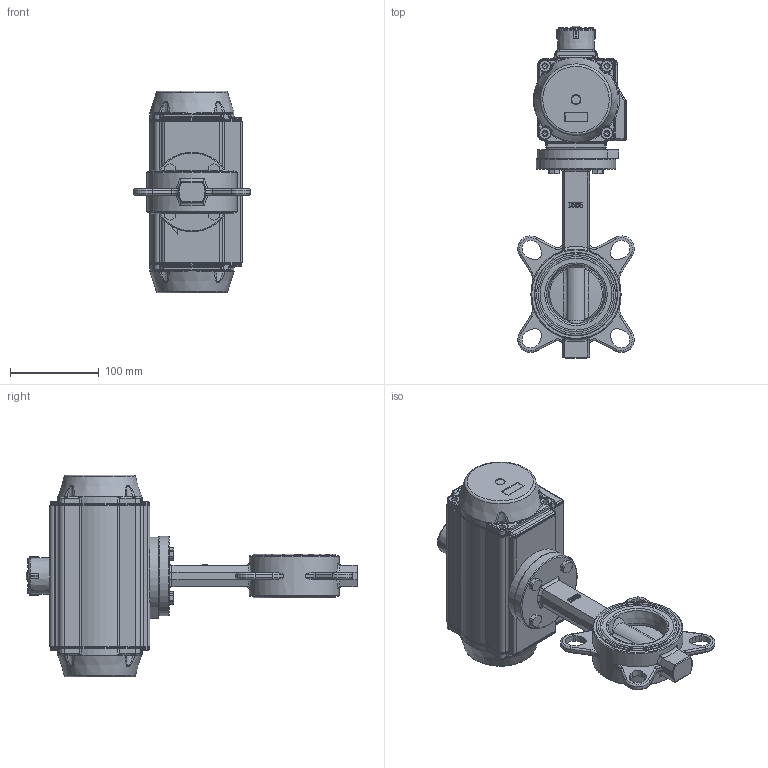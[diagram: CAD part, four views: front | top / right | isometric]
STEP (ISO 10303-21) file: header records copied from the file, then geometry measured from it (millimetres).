
FILE_DESCRIPTION(/* description */ ('Unknown'),/* implementation_level */ '2;1');
FILE_NAME(/* name */ 'PE04 5100_5110_5120-10',/* time_stamp */ '2025-04-02T10:52:41+02:00',/* author */ ('Unknown'),/* organization */ ('Unknown'),/* preprocessor_version */ 'ST-DEVELOPER v19.4',/* originating_system */ 'Solid Edge',/* authorisation */ 'Unknown');
FILE_SCHEMA (('AUTOMOTIVE_DESIGN {1 0 10303 214 3 1 1}'));
Products named in the file (20): PE04 5100_5110_5120-10; Raster DN40- DN150; WAFER-DN65; seat; DN65概极; disc; shaft1_gebohrt f黵 Thermometer; shaft2; bushing1; DIN933_M8x35; PD05_PE04; VTE85____; Optische Anzeige; ______; ________(___________; cup head nib bolts with large head gb_GB_FASTENER_BOLT_CHNBW M6X25-N; huosai85; zhou85; vt85-2016-06-25  _______MIR; vt85-2016-06-25
Assembly tree (27 placements, depth 4):
  PE04 5100_5110_5120-10
    Raster DN40- DN150
    WAFER-DN65
      seat
      DN65概极
      disc
      shaft1_gebohrt f黵 Thermometer
      shaft2
      bushing1  x2
    DIN933_M8x35  x4
    PD05_PE04
      VTE85____
      Optische Anzeige
        ______
        ________(___________  x4
        cup head nib bolts with large head gb_GB_FASTENER_BOLT_CHNBW M6X25-N
      huosai85  x2
      zhou85
      vt85-2016-06-25  _______MIR
      vt85-2016-06-25
Bounding box: 131.51 x 374.81 x 228 mm (x, y, z)
Volume: 1624427.7 mm3; surface area: 479779.4 mm2
Topology: 24 solids, 24 shells, 3525 faces, 8846 edges, 5500 vertices
Faces by surface type: plane 1038, cylinder 899, bspline 768, torus 568, cone 239, sphere 13
Full cylindrical faces by diameter (mm): 3 x16, 3.3 x8, 4 x2, 4.134 x8, 4.2 x1, 4.66 x1, 4.917 x13, 5 x2, 6 x1, 6.2 x1, 6.647 x6, 6.8 x8, 8 x6, 10 x5, 11.445 x2, 12 x2, 12.6 x5, 12.75 x1, 12.83 x2, 13 x10, 16.2 x1, 16.5 x1, 17.45 x2, 17.53 x2, 18.7 x1, 20 x7, 21.8 x2, 23 x13, 26 x1, 27 x1
Entity records: 111720 total; most frequent: CARTESIAN_POINT 49870, ORIENTED_EDGE 13418, DIRECTION 11236, EDGE_CURVE 6709, AXIS2_PLACEMENT_3D 4429, VERTEX_POINT 4383, FACE_BOUND 3380, EDGE_LOOP 3366
